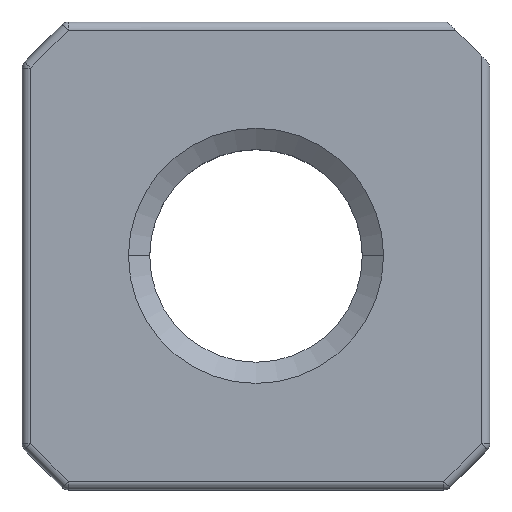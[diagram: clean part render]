
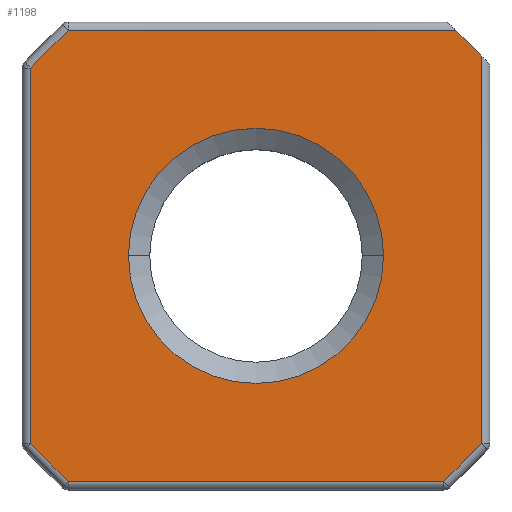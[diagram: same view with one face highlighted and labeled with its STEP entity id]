
A CAD part, top view. The second image highlights one B-rep face of the part: STEP entity #1198.
In plain terms, the highlighted planar face has unit normal (0, 0, 1).
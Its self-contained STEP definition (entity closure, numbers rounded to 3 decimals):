
#21 = LINE ( 'NONE', #615, #454 ) ;
#63 = ORIENTED_EDGE ( 'NONE', *, *, #555, .T. ) ;
#73 = VERTEX_POINT ( 'NONE', #1029 ) ;
#74 = CARTESIAN_POINT ( 'NONE',  ( -2.75, 2.75, 0. ) ) ;
#112 = PLANE ( 'NONE',  #432 ) ;
#113 = VERTEX_POINT ( 'NONE', #967 ) ;
#133 = CARTESIAN_POINT ( 'NONE',  ( -1.5, 0., 0. ) ) ;
#162 = DIRECTION ( 'NONE',  ( 0.707, 0.707, 0. ) ) ;
#163 = ORIENTED_EDGE ( 'NONE', *, *, #723, .F. ) ;
#169 = VECTOR ( 'NONE', #1065, 1000. ) ;
#176 = CARTESIAN_POINT ( 'NONE',  ( 2.679, -2.179, 0. ) ) ;
#177 = ORIENTED_EDGE ( 'NONE', *, *, #877, .T. ) ;
#203 = FACE_BOUND ( 'NONE', #364, .T. ) ;
#212 = VERTEX_POINT ( 'NONE', #425 ) ;
#268 = DIRECTION ( 'NONE',  ( -1., 0., 0. ) ) ;
#282 = CARTESIAN_POINT ( 'NONE',  ( -2.65, -2.25, 0. ) ) ;
#293 = LINE ( 'NONE', #711, #1042 ) ;
#296 = CARTESIAN_POINT ( 'NONE',  ( -2.25, 2.65, 0. ) ) ;
#309 = DIRECTION ( 'NONE',  ( 0., -1., 0. ) ) ;
#364 = EDGE_LOOP ( 'NONE', ( #163, #788 ) ) ;
#425 = CARTESIAN_POINT ( 'NONE',  ( -2.209, -2.65, 0. ) ) ;
#431 = ORIENTED_EDGE ( 'NONE', *, *, #1048, .T. ) ;
#432 = AXIS2_PLACEMENT_3D ( 'NONE', #74, #1450, #622 ) ;
#449 = ORIENTED_EDGE ( 'NONE', *, *, #998, .T. ) ;
#454 = VECTOR ( 'NONE', #1017, 1000. ) ;
#456 = FACE_OUTER_BOUND ( 'NONE', #490, .T. ) ;
#488 = DIRECTION ( 'NONE',  ( 0., 0., 1. ) ) ;
#490 = EDGE_LOOP ( 'NONE', ( #1149, #1242, #1290, #1092, #449, #63, #431, #177 ) ) ;
#512 = CARTESIAN_POINT ( 'NONE',  ( -2.65, -2.209, 0. ) ) ;
#523 = EDGE_CURVE ( 'NONE', #1411, #1201, #842, .T. ) ;
#531 = VERTEX_POINT ( 'NONE', #1435 ) ;
#551 = CIRCLE ( 'NONE', #1375, 1.5 ) ;
#555 = EDGE_CURVE ( 'NONE', #113, #682, #1041, .T. ) ;
#603 = CARTESIAN_POINT ( 'NONE',  ( 0., 0., 0. ) ) ;
#605 = DIRECTION ( 'NONE',  ( -1., 0., 0. ) ) ;
#615 = CARTESIAN_POINT ( 'NONE',  ( 2.75, 2.25, 0. ) ) ;
#619 = EDGE_CURVE ( 'NONE', #759, #769, #551, .T. ) ;
#622 = DIRECTION ( 'NONE',  ( -1., 0., 0. ) ) ;
#634 = CARTESIAN_POINT ( 'NONE',  ( 2.65, 2.35, 0. ) ) ;
#637 = DIRECTION ( 'NONE',  ( 0.707, -0.707, 0. ) ) ;
#649 = VERTEX_POINT ( 'NONE', #659 ) ;
#659 = CARTESIAN_POINT ( 'NONE',  ( -2.209, 2.65, 0. ) ) ;
#682 = VERTEX_POINT ( 'NONE', #512 ) ;
#711 = CARTESIAN_POINT ( 'NONE',  ( -2.679, 2.179, 0. ) ) ;
#721 = LINE ( 'NONE', #1072, #1408 ) ;
#723 = EDGE_CURVE ( 'NONE', #769, #759, #1023, .T. ) ;
#748 = CARTESIAN_POINT ( 'NONE',  ( 2.25, -2.65, 0. ) ) ;
#759 = VERTEX_POINT ( 'NONE', #133 ) ;
#769 = VERTEX_POINT ( 'NONE', #1028 ) ;
#788 = ORIENTED_EDGE ( 'NONE', *, *, #619, .F. ) ;
#825 = LINE ( 'NONE', #748, #169 ) ;
#842 = LINE ( 'NONE', #1409, #1208 ) ;
#877 = EDGE_CURVE ( 'NONE', #212, #531, #825, .T. ) ;
#910 = CARTESIAN_POINT ( 'NONE',  ( 0., 0., 0. ) ) ;
#929 = DIRECTION ( 'NONE',  ( 0., 0., 1. ) ) ;
#942 = DIRECTION ( 'NONE',  ( -1., 0., 0. ) ) ;
#954 = VECTOR ( 'NONE', #268, 1000. ) ;
#967 = CARTESIAN_POINT ( 'NONE',  ( -2.65, 2.209, 0. ) ) ;
#970 = LINE ( 'NONE', #296, #954 ) ;
#998 = EDGE_CURVE ( 'NONE', #649, #113, #293, .T. ) ;
#1017 = DIRECTION ( 'NONE',  ( -0.707, 0.707, 0. ) ) ;
#1023 = CIRCLE ( 'NONE', #1226, 1.5 ) ;
#1028 = CARTESIAN_POINT ( 'NONE',  ( 1.5, 0., 0. ) ) ;
#1029 = CARTESIAN_POINT ( 'NONE',  ( 2.35, 2.65, 0. ) ) ;
#1041 = LINE ( 'NONE', #282, #1364 ) ;
#1042 = VECTOR ( 'NONE', #1466, 1000. ) ;
#1048 = EDGE_CURVE ( 'NONE', #682, #212, #721, .T. ) ;
#1065 = DIRECTION ( 'NONE',  ( 1., 0., 0. ) ) ;
#1072 = CARTESIAN_POINT ( 'NONE',  ( -2.179, -2.679, 0. ) ) ;
#1092 = ORIENTED_EDGE ( 'NONE', *, *, #1103, .T. ) ;
#1103 = EDGE_CURVE ( 'NONE', #73, #649, #970, .T. ) ;
#1105 = EDGE_CURVE ( 'NONE', #1201, #73, #21, .T. ) ;
#1111 = EDGE_CURVE ( 'NONE', #531, #1411, #1303, .T. ) ;
#1149 = ORIENTED_EDGE ( 'NONE', *, *, #1111, .T. ) ;
#1198 = ADVANCED_FACE ( 'NONE', ( #456, #203 ), #112, .F. ) ;
#1201 = VERTEX_POINT ( 'NONE', #634 ) ;
#1203 = VECTOR ( 'NONE', #162, 1000. ) ;
#1208 = VECTOR ( 'NONE', #1234, 1000. ) ;
#1226 = AXIS2_PLACEMENT_3D ( 'NONE', #910, #929, #942 ) ;
#1234 = DIRECTION ( 'NONE',  ( 0., 1., 0. ) ) ;
#1242 = ORIENTED_EDGE ( 'NONE', *, *, #523, .T. ) ;
#1290 = ORIENTED_EDGE ( 'NONE', *, *, #1105, .T. ) ;
#1303 = LINE ( 'NONE', #176, #1203 ) ;
#1364 = VECTOR ( 'NONE', #309, 1000. ) ;
#1375 = AXIS2_PLACEMENT_3D ( 'NONE', #603, #488, #605 ) ;
#1408 = VECTOR ( 'NONE', #637, 1000. ) ;
#1409 = CARTESIAN_POINT ( 'NONE',  ( 2.65, 2.25, 0. ) ) ;
#1411 = VERTEX_POINT ( 'NONE', #1430 ) ;
#1430 = CARTESIAN_POINT ( 'NONE',  ( 2.65, -2.209, 0. ) ) ;
#1435 = CARTESIAN_POINT ( 'NONE',  ( 2.209, -2.65, 0. ) ) ;
#1450 = DIRECTION ( 'NONE',  ( 0., 0., -1. ) ) ;
#1466 = DIRECTION ( 'NONE',  ( -0.707, -0.707, 0. ) ) ;
